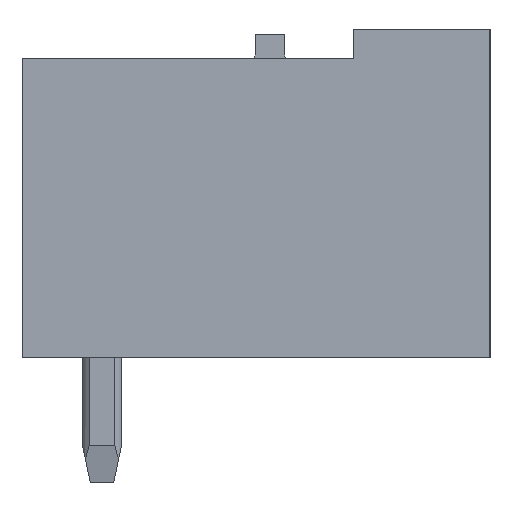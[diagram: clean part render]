
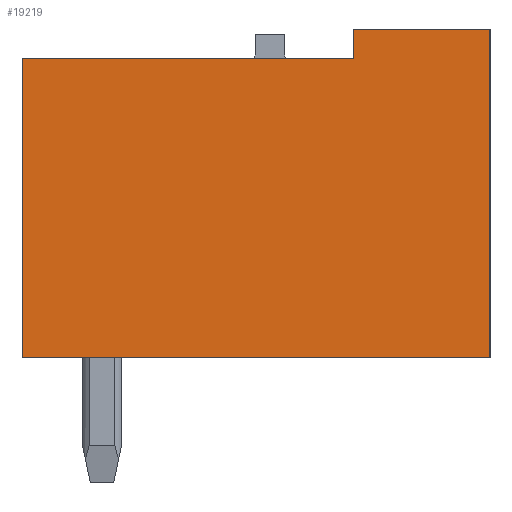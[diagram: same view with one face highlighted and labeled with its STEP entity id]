
A CAD part, left-side view. The second image highlights one B-rep face of the part: STEP entity #19219.
In plain terms, the highlighted planar face has unit normal (-1, 0, 0).
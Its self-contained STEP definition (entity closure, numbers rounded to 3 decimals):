
#19209=AXIS2_PLACEMENT_3D('Plane Axis2P3D',#19206,#19207,#19208) ;
#269=CARTESIAN_POINT('Vertex',(0.,3.5,11.63)) ;
#272=CARTESIAN_POINT('Line Origine',(0.,1.75,11.63)) ;
#276=CARTESIAN_POINT('Vertex',(0.,0.,11.63)) ;
#975=CARTESIAN_POINT('Vertex',(0.,12.,10.88)) ;
#978=CARTESIAN_POINT('Line Origine',(0.,7.75,10.88)) ;
#982=CARTESIAN_POINT('Vertex',(0.,3.5,10.88)) ;
#1677=CARTESIAN_POINT('Vertex',(0.,12.,3.2)) ;
#1680=CARTESIAN_POINT('Line Origine',(0.,12.,7.04)) ;
#1744=CARTESIAN_POINT('Vertex',(0.,0.,3.2)) ;
#1747=CARTESIAN_POINT('Line Origine',(0.,6.,3.2)) ;
#9694=CARTESIAN_POINT('Line Origine',(0.,0.,7.415)) ;
#18548=CARTESIAN_POINT('Line Origine',(0.,3.5,11.255)) ;
#19206=CARTESIAN_POINT('Axis2P3D Location',(0.,0.,0.)) ;
#273=DIRECTION('Vector Direction',(0.,-1.,0.)) ;
#979=DIRECTION('Vector Direction',(0.,1.,0.)) ;
#1681=DIRECTION('Vector Direction',(0.,0.,1.)) ;
#1748=DIRECTION('Vector Direction',(0.,1.,0.)) ;
#9695=DIRECTION('Vector Direction',(0.,0.,-1.)) ;
#18549=DIRECTION('Vector Direction',(0.,0.,1.)) ;
#19207=DIRECTION('Axis2P3D Direction',(-1.,0.,0.)) ;
#19208=DIRECTION('Axis2P3D XDirection',(0.,-1.,0.)) ;
#274=VECTOR('Line Direction',#273,1.) ;
#980=VECTOR('Line Direction',#979,1.) ;
#1682=VECTOR('Line Direction',#1681,1.) ;
#1749=VECTOR('Line Direction',#1748,1.) ;
#9696=VECTOR('Line Direction',#9695,1.) ;
#18550=VECTOR('Line Direction',#18549,1.) ;
#19212=ORIENTED_EDGE('',*,*,#9698,.T.) ;
#19213=ORIENTED_EDGE('',*,*,#278,.T.) ;
#19214=ORIENTED_EDGE('',*,*,#18552,.T.) ;
#19215=ORIENTED_EDGE('',*,*,#984,.T.) ;
#19216=ORIENTED_EDGE('',*,*,#1684,.T.) ;
#19217=ORIENTED_EDGE('',*,*,#1751,.T.) ;
#19219=ADVANCED_FACE('Housing',(#19218),#19210,.T.) ;
#278=EDGE_CURVE('',#277,#270,#275,.F.) ;
#984=EDGE_CURVE('',#983,#976,#981,.T.) ;
#1684=EDGE_CURVE('',#976,#1678,#1683,.F.) ;
#1751=EDGE_CURVE('',#1678,#1745,#1750,.F.) ;
#9698=EDGE_CURVE('',#1745,#277,#9697,.F.) ;
#18552=EDGE_CURVE('',#270,#983,#18551,.F.) ;
#19211=EDGE_LOOP('',(#19212,#19213,#19214,#19215,#19216,#19217)) ;
#19218=FACE_OUTER_BOUND('',#19211,.T.) ;
#275=LINE('Line',#272,#274) ;
#981=LINE('Line',#978,#980) ;
#1683=LINE('Line',#1680,#1682) ;
#1750=LINE('Line',#1747,#1749) ;
#9697=LINE('Line',#9694,#9696) ;
#18551=LINE('Line',#18548,#18550) ;
#19210=PLANE('',#19209) ;
#270=VERTEX_POINT('',#269) ;
#277=VERTEX_POINT('',#276) ;
#976=VERTEX_POINT('',#975) ;
#983=VERTEX_POINT('',#982) ;
#1678=VERTEX_POINT('',#1677) ;
#1745=VERTEX_POINT('',#1744) ;
